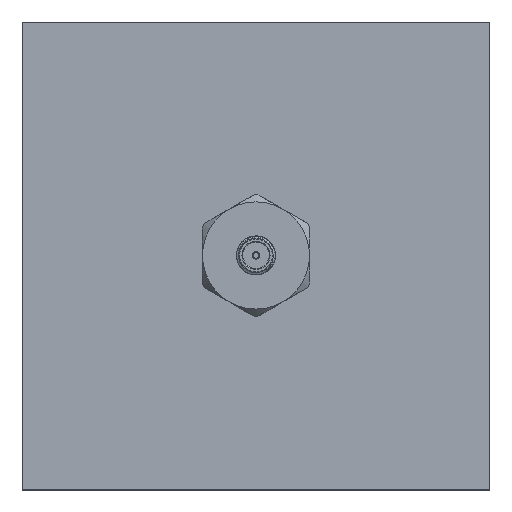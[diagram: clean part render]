
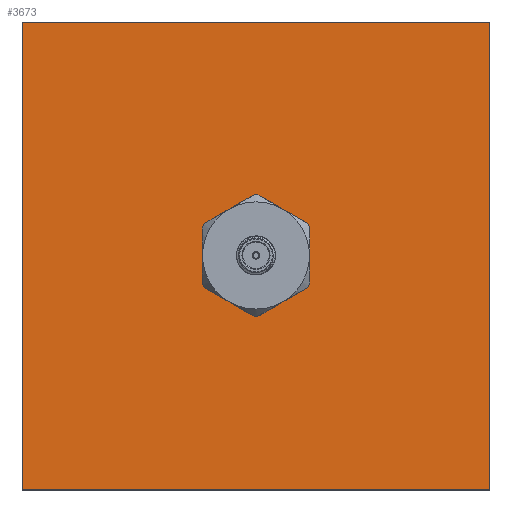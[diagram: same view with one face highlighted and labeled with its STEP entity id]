
A CAD part, top view. The second image highlights one B-rep face of the part: STEP entity #3673.
In plain terms, the highlighted planar face has unit normal (0, 0, 1).
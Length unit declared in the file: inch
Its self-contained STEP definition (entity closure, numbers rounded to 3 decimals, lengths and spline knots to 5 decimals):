
#9 = CARTESIAN_POINT ( 'NONE',  ( 0., 0., 1.61 ) ) ;
#687 = LINE ( 'NONE', #2687, #2498 ) ;
#711 = CIRCLE ( 'NONE', #3504, 0.14764 ) ;
#1254 = VERTEX_POINT ( 'NONE', #3899 ) ;
#1297 = PLANE ( 'NONE',  #1417 ) ;
#1305 = VERTEX_POINT ( 'NONE', #5314 ) ;
#1417 = AXIS2_PLACEMENT_3D ( 'NONE', #3384, #2765, #6646 ) ;
#1491 = DIRECTION ( 'NONE',  ( -1., 0., 0. ) ) ;
#1710 = CARTESIAN_POINT ( 'NONE',  ( 1.5, -1.5, 1.61 ) ) ;
#1718 = EDGE_CURVE ( 'NONE', #6817, #1305, #5807, .T. ) ;
#1910 = EDGE_LOOP ( 'NONE', ( #6575, #7049, #5739, #6902 ) ) ;
#2112 = CARTESIAN_POINT ( 'NONE',  ( -1.5, 1.5, 1.61 ) ) ;
#2481 = CARTESIAN_POINT ( 'NONE',  ( 1.5, -1.5, 1.61 ) ) ;
#2498 = VECTOR ( 'NONE', #1491, 39.37008 ) ;
#2583 = FACE_BOUND ( 'NONE', #3721, .T. ) ;
#2687 = CARTESIAN_POINT ( 'NONE',  ( 1.5, 1.5, 1.61 ) ) ;
#2765 = DIRECTION ( 'NONE',  ( 0., 0., -1. ) ) ;
#2925 = LINE ( 'NONE', #1710, #7656 ) ;
#2994 = EDGE_CURVE ( 'NONE', #6520, #6817, #2925, .T. ) ;
#3241 = EDGE_CURVE ( 'NONE', #6520, #5235, #687, .T. ) ;
#3384 = CARTESIAN_POINT ( 'NONE',  ( 1.5, -1.5, 1.61 ) ) ;
#3504 = AXIS2_PLACEMENT_3D ( 'NONE', #9, #3932, #3977 ) ;
#3673 = ADVANCED_FACE ( 'NONE', ( #2583, #4084 ), #1297, .F. ) ;
#3721 = EDGE_LOOP ( 'NONE', ( #6279 ) ) ;
#3899 = CARTESIAN_POINT ( 'NONE',  ( -0.14764, 0., 1.61 ) ) ;
#3932 = DIRECTION ( 'NONE',  ( 0., 0., -1. ) ) ;
#3935 = EDGE_CURVE ( 'NONE', #1254, #1254, #711, .T. ) ;
#3977 = DIRECTION ( 'NONE',  ( -1., 0., 0. ) ) ;
#4084 = FACE_OUTER_BOUND ( 'NONE', #1910, .T. ) ;
#4210 = LINE ( 'NONE', #4340, #4609 ) ;
#4340 = CARTESIAN_POINT ( 'NONE',  ( -1.5, -1.5, 1.61 ) ) ;
#4609 = VECTOR ( 'NONE', #8217, 39.37008 ) ;
#4852 = EDGE_CURVE ( 'NONE', #5235, #1305, #4210, .T. ) ;
#5235 = VERTEX_POINT ( 'NONE', #2112 ) ;
#5314 = CARTESIAN_POINT ( 'NONE',  ( -1.5, -1.5, 1.61 ) ) ;
#5739 = ORIENTED_EDGE ( 'NONE', *, *, #2994, .F. ) ;
#5807 = LINE ( 'NONE', #2481, #8325 ) ;
#6214 = CARTESIAN_POINT ( 'NONE',  ( 1.5, 1.5, 1.61 ) ) ;
#6279 = ORIENTED_EDGE ( 'NONE', *, *, #3935, .T. ) ;
#6520 = VERTEX_POINT ( 'NONE', #6214 ) ;
#6575 = ORIENTED_EDGE ( 'NONE', *, *, #4852, .T. ) ;
#6589 = DIRECTION ( 'NONE',  ( -1., 0., 0. ) ) ;
#6646 = DIRECTION ( 'NONE',  ( -1., 0., 0. ) ) ;
#6817 = VERTEX_POINT ( 'NONE', #7815 ) ;
#6902 = ORIENTED_EDGE ( 'NONE', *, *, #3241, .T. ) ;
#7049 = ORIENTED_EDGE ( 'NONE', *, *, #1718, .F. ) ;
#7656 = VECTOR ( 'NONE', #8326, 39.37008 ) ;
#7815 = CARTESIAN_POINT ( 'NONE',  ( 1.5, -1.5, 1.61 ) ) ;
#8217 = DIRECTION ( 'NONE',  ( 0., -1., 0. ) ) ;
#8325 = VECTOR ( 'NONE', #6589, 39.37008 ) ;
#8326 = DIRECTION ( 'NONE',  ( 0., -1., 0. ) ) ;
